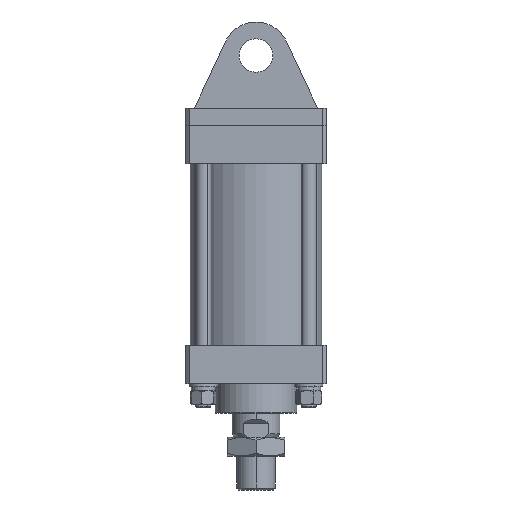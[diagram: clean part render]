
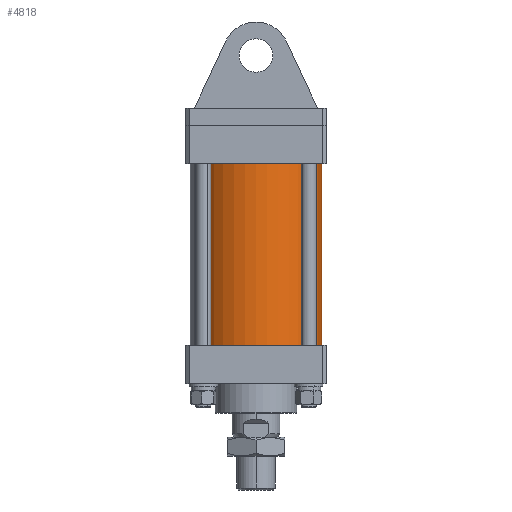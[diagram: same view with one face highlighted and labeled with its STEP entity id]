
A CAD part, front view. The second image highlights one B-rep face of the part: STEP entity #4818.
In plain terms, the highlighted cylindrical face has radius 68.5 mm (diameter 137 mm), a partial arc.
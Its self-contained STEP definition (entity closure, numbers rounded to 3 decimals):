
#55 = EDGE_CURVE ( 'NONE', #1385, #1540, #1591, .T. ) ;
#396 = ORIENTED_EDGE ( 'NONE', *, *, #6365, .T. ) ;
#412 = ORIENTED_EDGE ( 'NONE', *, *, #6407, .F. ) ;
#444 = ORIENTED_EDGE ( 'NONE', *, *, #55, .T. ) ;
#603 = ORIENTED_EDGE ( 'NONE', *, *, #6394, .F. ) ;
#1166 = CARTESIAN_POINT ( 'NONE',  ( -68.5, 0., 95. ) ) ;
#1203 = CARTESIAN_POINT ( 'NONE',  ( -68.5, 0., -95. ) ) ;
#1300 = EDGE_LOOP ( 'NONE', ( #603, #412, #396, #444 ) ) ;
#1318 = VERTEX_POINT ( 'NONE', #1166 ) ;
#1385 = VERTEX_POINT ( 'NONE', #1203 ) ;
#1535 = VERTEX_POINT ( 'NONE', #2423 ) ;
#1540 = VERTEX_POINT ( 'NONE', #2422 ) ;
#1591 = CIRCLE ( 'NONE', #2097, 68.5 ) ;
#2097 = AXIS2_PLACEMENT_3D ( 'NONE', #6493, #6501, #6462 ) ;
#2422 = CARTESIAN_POINT ( 'NONE',  ( 68.5, 0., -95. ) ) ;
#2423 = CARTESIAN_POINT ( 'NONE',  ( 68.5, 0., 95. ) ) ;
#2647 = DIRECTION ( 'NONE',  ( -1., 0., 0. ) ) ;
#2648 = DIRECTION ( 'NONE',  ( 0., 0., -1. ) ) ;
#2651 = CARTESIAN_POINT ( 'NONE',  ( 0., 0., 95. ) ) ;
#3488 = AXIS2_PLACEMENT_3D ( 'NONE', #4696, #4697, #4698 ) ;
#3658 = AXIS2_PLACEMENT_3D ( 'NONE', #2651, #2648, #2647 ) ;
#4545 = CARTESIAN_POINT ( 'NONE',  ( -68.5, 0., 95. ) ) ;
#4546 = DIRECTION ( 'NONE',  ( 0., 0., -1. ) ) ;
#4636 = CARTESIAN_POINT ( 'NONE',  ( 68.5, 0., 95. ) ) ;
#4649 = DIRECTION ( 'NONE',  ( 0., 0., -1. ) ) ;
#4696 = CARTESIAN_POINT ( 'NONE',  ( 0., 0., 95. ) ) ;
#4697 = DIRECTION ( 'NONE',  ( 0., 0., 1. ) ) ;
#4698 = DIRECTION ( 'NONE',  ( 1., 0., 0. ) ) ;
#4818 = ADVANCED_FACE ( 'NONE', ( #7335 ), #7333, .T. ) ;
#6365 = EDGE_CURVE ( 'NONE', #1318, #1385, #7041, .T. ) ;
#6394 = EDGE_CURVE ( 'NONE', #1535, #1540, #7882, .T. ) ;
#6407 = EDGE_CURVE ( 'NONE', #1318, #1535, #7865, .T. ) ;
#6462 = DIRECTION ( 'NONE',  ( 1., 0., 0. ) ) ;
#6493 = CARTESIAN_POINT ( 'NONE',  ( 0., 0., -95. ) ) ;
#6501 = DIRECTION ( 'NONE',  ( 0., 0., 1. ) ) ;
#7038 = VECTOR ( 'NONE', #4546, 1000. ) ;
#7041 = LINE ( 'NONE', #4545, #7038 ) ;
#7333 = CYLINDRICAL_SURFACE ( 'NONE', #3658, 68.5 ) ;
#7335 = FACE_OUTER_BOUND ( 'NONE', #1300, .T. ) ;
#7865 = CIRCLE ( 'NONE', #3488, 68.5 ) ;
#7881 = VECTOR ( 'NONE', #4649, 1000. ) ;
#7882 = LINE ( 'NONE', #4636, #7881 ) ;
